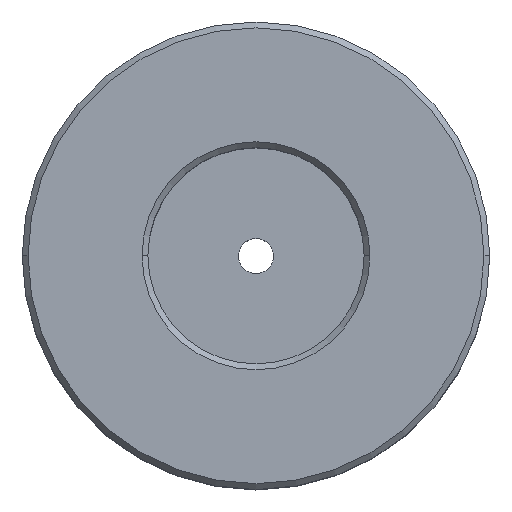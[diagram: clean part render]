
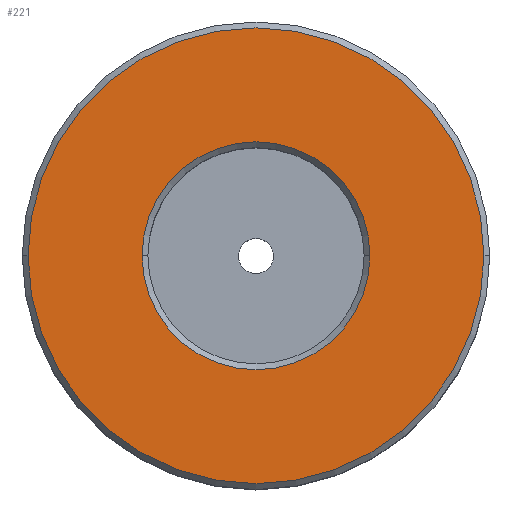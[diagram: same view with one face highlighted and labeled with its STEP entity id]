
A CAD part, top view. The second image highlights one B-rep face of the part: STEP entity #221.
In plain terms, the highlighted planar face has unit normal (0, 0, 1).
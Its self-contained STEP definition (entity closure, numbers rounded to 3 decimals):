
#23 = VERTEX_POINT ( 'NONE', #310 ) ;
#35 = DIRECTION ( 'NONE',  ( 0., 0., 1. ) ) ;
#68 = ORIENTED_EDGE ( 'NONE', *, *, #487, .T. ) ;
#113 = CARTESIAN_POINT ( 'NONE',  ( -19.5, 0., 45. ) ) ;
#118 = AXIS2_PLACEMENT_3D ( 'NONE', #443, #138, #486 ) ;
#123 = EDGE_LOOP ( 'NONE', ( #347, #68 ) ) ;
#138 = DIRECTION ( 'NONE',  ( 0., 0., -1. ) ) ;
#153 = AXIS2_PLACEMENT_3D ( 'NONE', #235, #584, #295 ) ;
#154 = AXIS2_PLACEMENT_3D ( 'NONE', #288, #629, #340 ) ;
#155 = ORIENTED_EDGE ( 'NONE', *, *, #370, .T. ) ;
#189 = CIRCLE ( 'NONE', #153, 39. ) ;
#192 = ORIENTED_EDGE ( 'NONE', *, *, #211, .T. ) ;
#209 = CARTESIAN_POINT ( 'NONE',  ( 0., 0., 45. ) ) ;
#210 = EDGE_CURVE ( 'NONE', #560, #424, #461, .T. ) ;
#211 = EDGE_CURVE ( 'NONE', #23, #490, #189, .T. ) ;
#221 = ADVANCED_FACE ( 'NONE', ( #447, #570 ), #637, .T. ) ;
#235 = CARTESIAN_POINT ( 'NONE',  ( 0., 0., 45. ) ) ;
#249 = AXIS2_PLACEMENT_3D ( 'NONE', #346, #35, #397 ) ;
#260 = DIRECTION ( 'NONE',  ( 1., 0., 0. ) ) ;
#288 = CARTESIAN_POINT ( 'NONE',  ( 0., 0., 45. ) ) ;
#295 = DIRECTION ( 'NONE',  ( 1., 0., 0. ) ) ;
#310 = CARTESIAN_POINT ( 'NONE',  ( -39., 0., 45. ) ) ;
#318 = EDGE_LOOP ( 'NONE', ( #192, #155 ) ) ;
#340 = DIRECTION ( 'NONE',  ( 1., 0., 0. ) ) ;
#346 = CARTESIAN_POINT ( 'NONE',  ( 0., 0., 45. ) ) ;
#347 = ORIENTED_EDGE ( 'NONE', *, *, #210, .T. ) ;
#370 = EDGE_CURVE ( 'NONE', #490, #23, #385, .T. ) ;
#385 = CIRCLE ( 'NONE', #596, 39. ) ;
#397 = DIRECTION ( 'NONE',  ( 1., 0., 0. ) ) ;
#424 = VERTEX_POINT ( 'NONE', #113 ) ;
#443 = CARTESIAN_POINT ( 'NONE',  ( 0., 0., 45. ) ) ;
#447 = FACE_OUTER_BOUND ( 'NONE', #318, .T. ) ;
#461 = CIRCLE ( 'NONE', #118, 19.5 ) ;
#486 = DIRECTION ( 'NONE',  ( 1., 0., 0. ) ) ;
#487 = EDGE_CURVE ( 'NONE', #424, #560, #524, .T. ) ;
#490 = VERTEX_POINT ( 'NONE', #558 ) ;
#524 = CIRCLE ( 'NONE', #154, 19.5 ) ;
#547 = CARTESIAN_POINT ( 'NONE',  ( 19.5, 0., 45. ) ) ;
#558 = CARTESIAN_POINT ( 'NONE',  ( 39., 0., 45. ) ) ;
#559 = DIRECTION ( 'NONE',  ( 0., 0., 1. ) ) ;
#560 = VERTEX_POINT ( 'NONE', #547 ) ;
#570 = FACE_BOUND ( 'NONE', #123, .T. ) ;
#584 = DIRECTION ( 'NONE',  ( 0., 0., 1. ) ) ;
#596 = AXIS2_PLACEMENT_3D ( 'NONE', #209, #559, #260 ) ;
#629 = DIRECTION ( 'NONE',  ( 0., 0., -1. ) ) ;
#637 = PLANE ( 'NONE',  #249 ) ;
